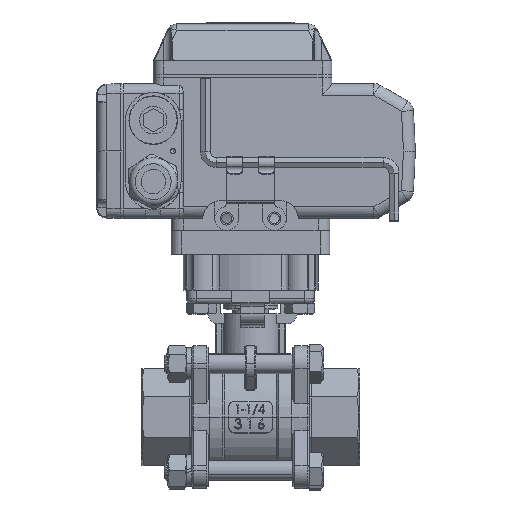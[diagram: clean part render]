
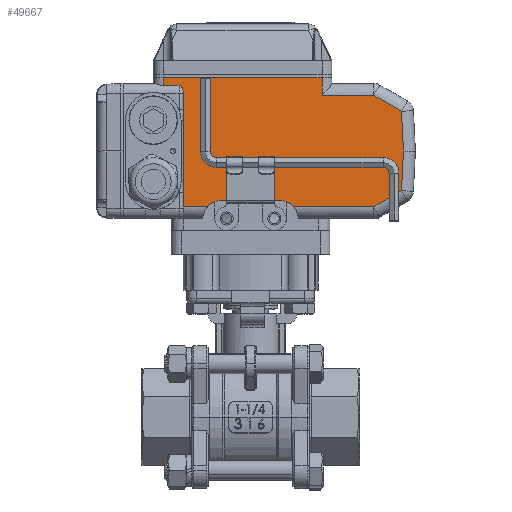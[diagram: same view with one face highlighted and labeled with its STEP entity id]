
A CAD part, top view. The second image highlights one B-rep face of the part: STEP entity #49667.
In plain terms, the highlighted face is planar.
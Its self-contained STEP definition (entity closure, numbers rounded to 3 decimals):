
#1277=B_SPLINE_CURVE_WITH_KNOTS('',3,(#96424,#96425,#96426,#96427,#96428,
#96429,#96430),.UNSPECIFIED.,.F.,.F.,(4,1,1,1,4),(0.,
0.001,0.003,0.004,0.005),
 .UNSPECIFIED.);
#3143=CIRCLE('',#54091,9.);
#3144=CIRCLE('',#54092,9.);
#11344=ORIENTED_EDGE('',*,*,#23619,.T.);
#11345=ORIENTED_EDGE('',*,*,#23620,.F.);
#11346=ORIENTED_EDGE('',*,*,#23621,.F.);
#11347=ORIENTED_EDGE('',*,*,#23622,.F.);
#11348=ORIENTED_EDGE('',*,*,#23623,.T.);
#11349=ORIENTED_EDGE('',*,*,#23624,.T.);
#11350=ORIENTED_EDGE('',*,*,#23625,.T.);
#11351=ORIENTED_EDGE('',*,*,#23626,.T.);
#11352=ORIENTED_EDGE('',*,*,#23627,.T.);
#11353=ORIENTED_EDGE('',*,*,#23628,.T.);
#11354=ORIENTED_EDGE('',*,*,#22726,.F.);
#11355=ORIENTED_EDGE('',*,*,#22709,.F.);
#11356=ORIENTED_EDGE('',*,*,#23618,.T.);
#11357=ORIENTED_EDGE('',*,*,#23629,.T.);
#11358=ORIENTED_EDGE('',*,*,#23630,.T.);
#11359=ORIENTED_EDGE('',*,*,#23631,.T.);
#11360=ORIENTED_EDGE('',*,*,#23632,.T.);
#11361=ORIENTED_EDGE('',*,*,#23633,.T.);
#22709=EDGE_CURVE('',#29430,#29423,#33841,.T.);
#22726=EDGE_CURVE('',#29423,#29447,#33846,.T.);
#23618=EDGE_CURVE('',#29430,#29995,#34248,.T.);
#23619=EDGE_CURVE('',#29996,#29997,#34249,.T.);
#23620=EDGE_CURVE('',#29998,#29997,#3143,.T.);
#23621=EDGE_CURVE('',#29999,#29998,#34250,.T.);
#23622=EDGE_CURVE('',#30000,#29999,#3144,.T.);
#23623=EDGE_CURVE('',#30000,#30001,#34251,.T.);
#23624=EDGE_CURVE('',#30001,#30002,#34252,.T.);
#23625=EDGE_CURVE('',#30002,#30003,#34253,.T.);
#23626=EDGE_CURVE('',#30003,#30004,#34254,.T.);
#23627=EDGE_CURVE('',#30004,#30005,#34255,.T.);
#23628=EDGE_CURVE('',#30005,#29447,#34256,.T.);
#23629=EDGE_CURVE('',#29995,#30006,#34257,.T.);
#23630=EDGE_CURVE('',#30006,#30007,#1277,.T.);
#23631=EDGE_CURVE('',#30007,#30008,#34258,.T.);
#23632=EDGE_CURVE('',#30008,#30009,#34259,.T.);
#23633=EDGE_CURVE('',#30009,#29996,#34260,.T.);
#29423=VERTEX_POINT('',#94446);
#29430=VERTEX_POINT('',#94459);
#29447=VERTEX_POINT('',#94496);
#29995=VERTEX_POINT('',#96399);
#29996=VERTEX_POINT('',#96403);
#29997=VERTEX_POINT('',#96404);
#29998=VERTEX_POINT('',#96406);
#29999=VERTEX_POINT('',#96408);
#30000=VERTEX_POINT('',#96410);
#30001=VERTEX_POINT('',#96412);
#30002=VERTEX_POINT('',#96414);
#30003=VERTEX_POINT('',#96416);
#30004=VERTEX_POINT('',#96418);
#30005=VERTEX_POINT('',#96420);
#30006=VERTEX_POINT('',#96423);
#30007=VERTEX_POINT('',#96431);
#30008=VERTEX_POINT('',#96433);
#30009=VERTEX_POINT('',#96435);
#33841=LINE('',#94460,#37562);
#33846=LINE('',#94495,#37567);
#34248=LINE('',#96400,#37969);
#34249=LINE('',#96402,#37970);
#34250=LINE('',#96407,#37971);
#34251=LINE('',#96411,#37972);
#34252=LINE('',#96413,#37973);
#34253=LINE('',#96415,#37974);
#34254=LINE('',#96417,#37975);
#34255=LINE('',#96419,#37976);
#34256=LINE('',#96421,#37977);
#34257=LINE('',#96422,#37978);
#34258=LINE('',#96432,#37979);
#34259=LINE('',#96434,#37980);
#34260=LINE('',#96436,#37981);
#37562=VECTOR('',#60884,1000.);
#37567=VECTOR('',#60917,1000.);
#37969=VECTOR('',#62855,1000.);
#37970=VECTOR('',#62858,1000.);
#37971=VECTOR('',#62861,1000.);
#37972=VECTOR('',#62864,1000.);
#37973=VECTOR('',#62865,1000.);
#37974=VECTOR('',#62866,1000.);
#37975=VECTOR('',#62867,1000.);
#37976=VECTOR('',#62868,1000.);
#37977=VECTOR('',#62869,1000.);
#37978=VECTOR('',#62870,1000.);
#37979=VECTOR('',#62871,1000.);
#37980=VECTOR('',#62872,1000.);
#37981=VECTOR('',#62873,1000.);
#41536=EDGE_LOOP('',(#11344,#11345,#11346,#11347,#11348,#11349,#11350,#11351,
#11352,#11353,#11354,#11355,#11356,#11357,#11358,#11359,#11360,#11361));
#45027=FACE_BOUND('',#41536,.T.);
#47781=PLANE('',#54090);
#49667=ADVANCED_FACE('',(#45027),#47781,.F.);
#54090=AXIS2_PLACEMENT_3D('',#96401,#62856,#62857);
#54091=AXIS2_PLACEMENT_3D('',#96405,#62859,#62860);
#54092=AXIS2_PLACEMENT_3D('',#96409,#62862,#62863);
#60884=DIRECTION('',(-1.,0.,0.));
#60917=DIRECTION('',(0.,0.,1.));
#62855=DIRECTION('',(0.,0.,1.));
#62856=DIRECTION('',(0.,1.,0.));
#62857=DIRECTION('',(0.,0.,1.));
#62858=DIRECTION('',(-1.,0.,0.));
#62859=DIRECTION('',(0.,-1.,0.));
#62860=DIRECTION('',(0.,0.,1.));
#62861=DIRECTION('',(1.,0.,0.));
#62862=DIRECTION('',(0.,-1.,0.));
#62863=DIRECTION('',(0.,0.,-1.));
#62864=DIRECTION('',(-1.,0.,0.));
#62865=DIRECTION('',(-0.866,0.,-0.5));
#62866=DIRECTION('',(-0.05,0.,-0.999));
#62867=DIRECTION('',(0.05,0.,-0.999));
#62868=DIRECTION('',(0.866,0.,-0.5));
#62869=DIRECTION('',(1.,0.,0.));
#62870=DIRECTION('',(-1.,0.,0.));
#62871=DIRECTION('',(0.,0.,1.));
#62872=DIRECTION('',(0.,0.,1.));
#62873=DIRECTION('',(0.,0.,1.));
#94446=CARTESIAN_POINT('',(-36.,-43.,-37.));
#94459=CARTESIAN_POINT('',(44.,-43.,-37.));
#94460=CARTESIAN_POINT('',(44.,-43.,-37.));
#94495=CARTESIAN_POINT('',(-36.,-43.,-37.));
#94496=CARTESIAN_POINT('',(-36.,-43.,-28.));
#96399=CARTESIAN_POINT('',(44.,-43.,-33.));
#96400=CARTESIAN_POINT('',(44.,-43.,-37.));
#96401=CARTESIAN_POINT('',(-62.144,-43.,-28.));
#96402=CARTESIAN_POINT('',(-62.144,-43.,28.));
#96403=CARTESIAN_POINT('',(34.,-43.,28.));
#96404=CARTESIAN_POINT('',(21.708,-43.,28.));
#96405=CARTESIAN_POINT('',(15.,-43.,34.));
#96406=CARTESIAN_POINT('',(15.,-43.,25.));
#96407=CARTESIAN_POINT('',(-15.,-43.,25.));
#96408=CARTESIAN_POINT('',(-15.,-43.,25.));
#96409=CARTESIAN_POINT('',(-15.,-43.,34.));
#96410=CARTESIAN_POINT('',(-21.708,-43.,28.));
#96411=CARTESIAN_POINT('',(-62.144,-43.,28.));
#96412=CARTESIAN_POINT('',(-62.144,-43.,28.));
#96413=CARTESIAN_POINT('',(-76.,-43.,20.));
#96414=CARTESIAN_POINT('',(-76.,-43.,20.));
#96415=CARTESIAN_POINT('',(-77.007,-43.,-0.297));
#96416=CARTESIAN_POINT('',(-76.993,-43.,0.));
#96417=CARTESIAN_POINT('',(-76.,-43.,-20.));
#96418=CARTESIAN_POINT('',(-76.,-43.,-20.));
#96419=CARTESIAN_POINT('',(-62.144,-43.,-28.));
#96420=CARTESIAN_POINT('',(-62.144,-43.,-28.));
#96421=CARTESIAN_POINT('',(-36.,-43.,-28.));
#96422=CARTESIAN_POINT('',(44.,-43.,-33.));
#96423=CARTESIAN_POINT('',(36.,-43.,-33.));
#96424=CARTESIAN_POINT('',(36.,-43.,-33.));
#96425=CARTESIAN_POINT('',(35.576,-43.,-33.));
#96426=CARTESIAN_POINT('',(34.756,-43.,-32.643));
#96427=CARTESIAN_POINT('',(34.128,-43.,-31.495));
#96428=CARTESIAN_POINT('',(33.99,-43.,-30.249));
#96429=CARTESIAN_POINT('',(34.,-43.,-29.417));
#96430=CARTESIAN_POINT('',(34.,-43.,-29.));
#96431=CARTESIAN_POINT('',(34.,-43.,-29.));
#96432=CARTESIAN_POINT('',(34.,-43.,34.));
#96433=CARTESIAN_POINT('',(34.,-43.,-20.696));
#96434=CARTESIAN_POINT('',(34.,-43.,34.));
#96435=CARTESIAN_POINT('',(34.,-43.,20.696));
#96436=CARTESIAN_POINT('',(34.,-43.,34.));
